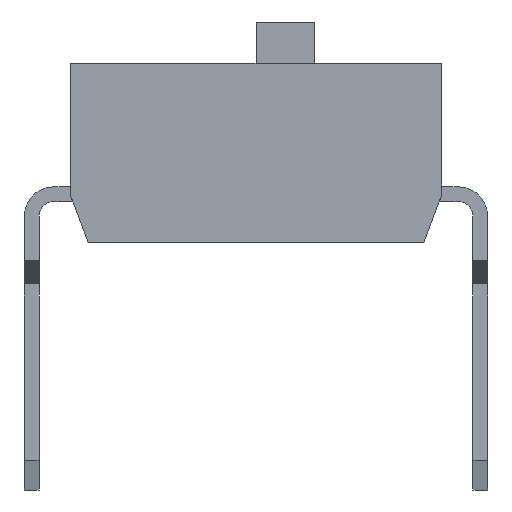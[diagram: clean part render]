
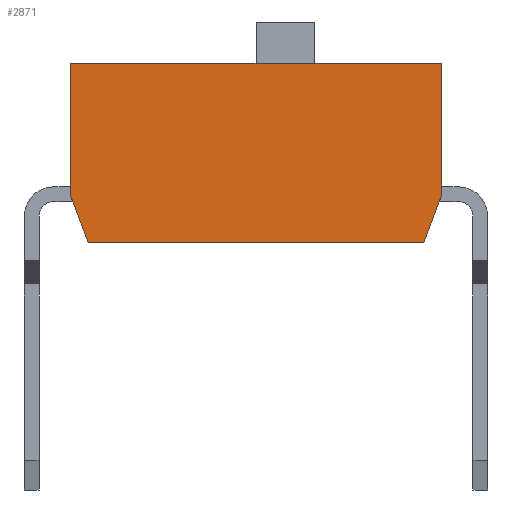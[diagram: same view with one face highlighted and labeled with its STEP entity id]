
A CAD part, left-side view. The second image highlights one B-rep face of the part: STEP entity #2871.
In plain terms, the highlighted planar face has unit normal (-1, 0, 0).
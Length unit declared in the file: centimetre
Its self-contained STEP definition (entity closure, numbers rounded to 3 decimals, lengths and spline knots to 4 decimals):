
#266=FACE_OUTER_BOUND('',#420,.T.);
#420=EDGE_LOOP('',(#2602,#2603,#2604,#2605,#2606,#2607));
#488=LINE('',#3792,#832);
#535=LINE('',#3895,#879);
#720=LINE('',#4789,#1064);
#760=LINE('',#4869,#1104);
#763=LINE('',#4873,#1107);
#765=LINE('',#4877,#1109);
#832=VECTOR('',#3147,1.);
#879=VECTOR('',#3234,1.);
#1064=VECTOR('',#3557,1.);
#1104=VECTOR('',#3633,1.);
#1107=VECTOR('',#3638,1.);
#1109=VECTOR('',#3644,1.);
#1159=VERTEX_POINT('',#3789);
#1160=VERTEX_POINT('',#3791);
#1195=VERTEX_POINT('',#3892);
#1196=VERTEX_POINT('',#3894);
#1358=VERTEX_POINT('',#4786);
#1359=VERTEX_POINT('',#4788);
#1452=EDGE_CURVE('',#1160,#1159,#488,.T.);
#1503=EDGE_CURVE('',#1196,#1195,#535,.T.);
#1746=EDGE_CURVE('',#1359,#1358,#720,.T.);
#1786=EDGE_CURVE('',#1196,#1358,#760,.T.);
#1789=EDGE_CURVE('',#1159,#1359,#763,.T.);
#1791=EDGE_CURVE('',#1160,#1195,#765,.T.);
#2602=ORIENTED_EDGE('',*,*,#1503,.T.);
#2603=ORIENTED_EDGE('',*,*,#1791,.F.);
#2604=ORIENTED_EDGE('',*,*,#1452,.T.);
#2605=ORIENTED_EDGE('',*,*,#1789,.T.);
#2606=ORIENTED_EDGE('',*,*,#1746,.T.);
#2607=ORIENTED_EDGE('',*,*,#1786,.F.);
#2724=PLANE('',#3023);
#2871=ADVANCED_FACE('',(#266),#2724,.T.);
#3023=AXIS2_PLACEMENT_3D('',#4876,#3642,#3643);
#3147=DIRECTION('',(0.,-0.351,0.936));
#3234=DIRECTION('',(0.,-0.351,-0.936));
#3557=DIRECTION('',(0.,1.,0.));
#3633=DIRECTION('',(0.,0.,1.));
#3638=DIRECTION('',(0.,0.,1.));
#3642=DIRECTION('center_axis',(-1.,0.,0.));
#3643=DIRECTION('ref_axis',(0.,0.,1.));
#3644=DIRECTION('',(0.,1.,0.));
#3789=CARTESIAN_POINT('',(-0.306,-0.315,0.08));
#3791=CARTESIAN_POINT('',(-0.306,-0.285,0.));
#3792=CARTESIAN_POINT('',(-0.306,-0.2868,0.0049));
#3892=CARTESIAN_POINT('',(-0.306,0.285,0.));
#3894=CARTESIAN_POINT('',(-0.306,0.315,0.08));
#3895=CARTESIAN_POINT('',(-0.306,0.263,-0.0586));
#4786=CARTESIAN_POINT('',(-0.306,0.315,0.305));
#4788=CARTESIAN_POINT('',(-0.306,-0.315,0.305));
#4789=CARTESIAN_POINT('',(-0.306,-0.315,0.305));
#4869=CARTESIAN_POINT('',(-0.306,0.315,0.));
#4873=CARTESIAN_POINT('',(-0.306,-0.315,0.));
#4876=CARTESIAN_POINT('Origin',(-0.306,-0.315,0.));
#4877=CARTESIAN_POINT('',(-0.306,-0.315,0.));
